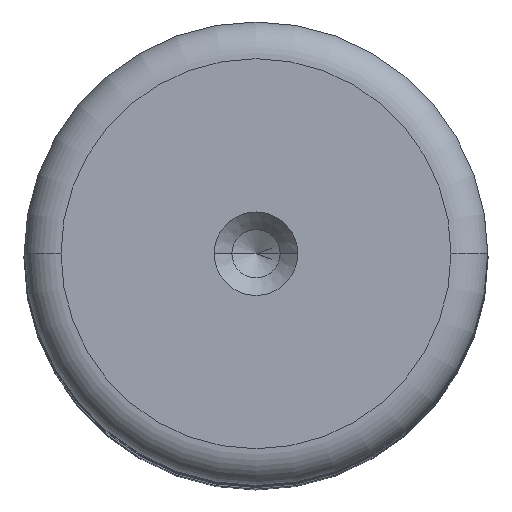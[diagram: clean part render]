
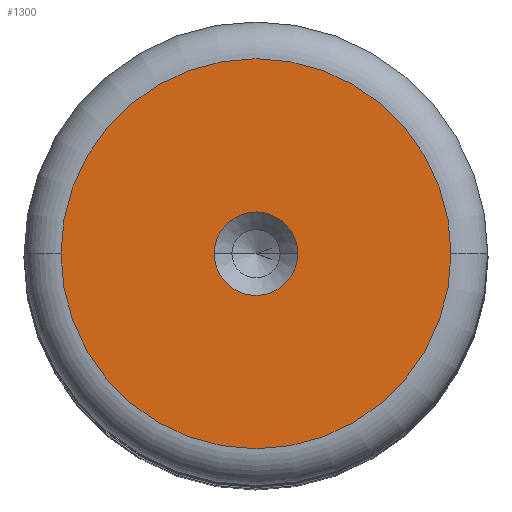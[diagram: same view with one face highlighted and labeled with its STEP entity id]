
A CAD part, top view. The second image highlights one B-rep face of the part: STEP entity #1300.
In plain terms, the highlighted planar face has unit normal (0, 0, 1).
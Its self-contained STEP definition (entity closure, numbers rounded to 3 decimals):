
#72 = CARTESIAN_POINT ( 'NONE',  ( 10.513, 0., 130. ) ) ;
#89 = DIRECTION ( 'NONE',  ( 1., 0., 0. ) ) ;
#105 = EDGE_CURVE ( 'NONE', #1701, #1175, #1722, .T. ) ;
#236 = AXIS2_PLACEMENT_3D ( 'NONE', #2436, #1251, #89 ) ;
#263 = EDGE_CURVE ( 'NONE', #1175, #1701, #2165, .T. ) ;
#314 = DIRECTION ( 'NONE',  ( 1., 0., 0. ) ) ;
#322 = DIRECTION ( 'NONE',  ( 0., 0., 1. ) ) ;
#338 = AXIS2_PLACEMENT_3D ( 'NONE', #1102, #2487, #1307 ) ;
#422 = FACE_BOUND ( 'NONE', #2440, .T. ) ;
#528 = EDGE_LOOP ( 'NONE', ( #748, #1488 ) ) ;
#536 = CARTESIAN_POINT ( 'NONE',  ( 0., 0., 130. ) ) ;
#551 = ORIENTED_EDGE ( 'NONE', *, *, #1030, .F. ) ;
#748 = ORIENTED_EDGE ( 'NONE', *, *, #263, .T. ) ;
#930 = CARTESIAN_POINT ( 'NONE',  ( 0., 0., 130. ) ) ;
#940 = FACE_OUTER_BOUND ( 'NONE', #528, .T. ) ;
#988 = CARTESIAN_POINT ( 'NONE',  ( 0., 0., 130. ) ) ;
#1030 = EDGE_CURVE ( 'NONE', #2413, #2473, #1907, .T. ) ;
#1102 = CARTESIAN_POINT ( 'NONE',  ( 0., 0., 130. ) ) ;
#1130 = DIRECTION ( 'NONE',  ( 1., 0., 0. ) ) ;
#1175 = VERTEX_POINT ( 'NONE', #72 ) ;
#1183 = CARTESIAN_POINT ( 'NONE',  ( -2.25, 0., 130. ) ) ;
#1201 = CARTESIAN_POINT ( 'NONE',  ( 2.25, 0., 130. ) ) ;
#1203 = DIRECTION ( 'NONE',  ( 1., 0., 0. ) ) ;
#1251 = DIRECTION ( 'NONE',  ( 0., 0., 1. ) ) ;
#1252 = AXIS2_PLACEMENT_3D ( 'NONE', #930, #2318, #1130 ) ;
#1300 = ADVANCED_FACE ( 'NONE', ( #422, #940 ), #2194, .T. ) ;
#1307 = DIRECTION ( 'NONE',  ( 1., 0., 0. ) ) ;
#1345 = AXIS2_PLACEMENT_3D ( 'NONE', #988, #2389, #1203 ) ;
#1456 = EDGE_CURVE ( 'NONE', #2473, #2413, #1683, .T. ) ;
#1488 = ORIENTED_EDGE ( 'NONE', *, *, #105, .T. ) ;
#1683 = CIRCLE ( 'NONE', #236, 2.25 ) ;
#1701 = VERTEX_POINT ( 'NONE', #2376 ) ;
#1722 = CIRCLE ( 'NONE', #2273, 10.513 ) ;
#1907 = CIRCLE ( 'NONE', #1252, 2.25 ) ;
#1998 = ORIENTED_EDGE ( 'NONE', *, *, #1456, .F. ) ;
#2165 = CIRCLE ( 'NONE', #338, 10.513 ) ;
#2194 = PLANE ( 'NONE',  #1345 ) ;
#2273 = AXIS2_PLACEMENT_3D ( 'NONE', #536, #322, #314 ) ;
#2318 = DIRECTION ( 'NONE',  ( 0., 0., 1. ) ) ;
#2376 = CARTESIAN_POINT ( 'NONE',  ( -10.513, 0., 130. ) ) ;
#2389 = DIRECTION ( 'NONE',  ( 0., 0., 1. ) ) ;
#2413 = VERTEX_POINT ( 'NONE', #1183 ) ;
#2436 = CARTESIAN_POINT ( 'NONE',  ( 0., 0., 130. ) ) ;
#2440 = EDGE_LOOP ( 'NONE', ( #1998, #551 ) ) ;
#2473 = VERTEX_POINT ( 'NONE', #1201 ) ;
#2487 = DIRECTION ( 'NONE',  ( 0., 0., 1. ) ) ;
